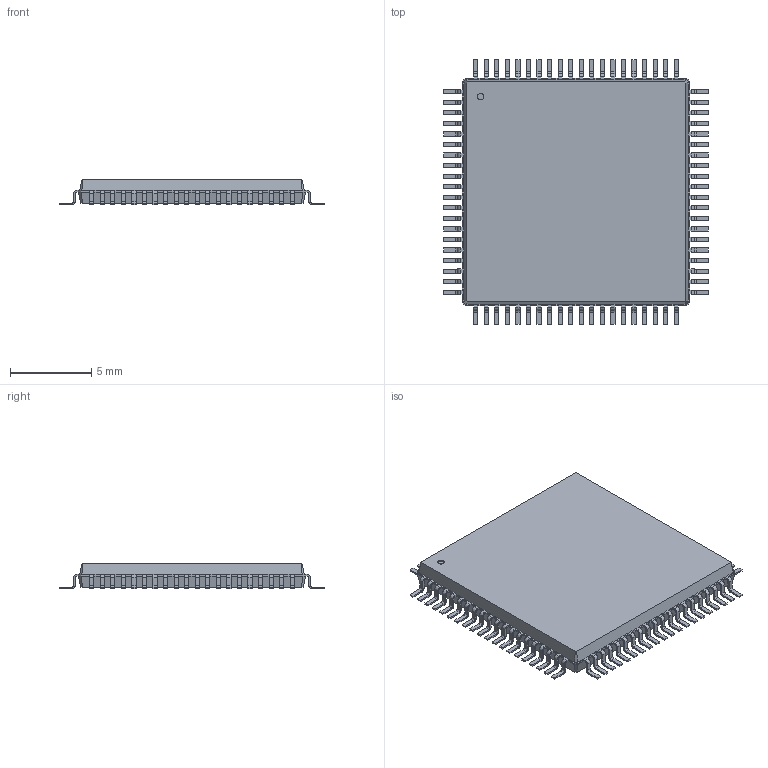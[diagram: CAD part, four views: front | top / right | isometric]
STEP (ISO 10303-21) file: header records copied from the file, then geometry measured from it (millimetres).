
FILE_DESCRIPTION(/* description */ ('model of VQFP-80_14x14mm_P0.65mm'),/* implementation_level */ '2;1');
FILE_NAME(/* name */ 'VQFP-80_14x14mm_P0.65mm.step',/* time_stamp */ '2018-11-04T16:01:40',/* author */ ('kicad StepUp','ksu'),/* organization */ ('FreeCAD'),/* preprocessor_version */ 'OCC',/* originating_system */ 'kicad StepUp',/* authorisation */ '');
FILE_SCHEMA(('AUTOMOTIVE_DESIGN { 1 0 10303 214 1 1 1 1 }'));
Length unit declared in the file: millimetre
Products named in the file (1): VQFP_80_14x14mm_P065mm
Bounding box: 16.32 x 16.32 x 1.6 mm (x, y, z)
Volume: 289.1 mm3; surface area: 565.2 mm2
Topology: 1 solids, 1 shells, 1236 faces, 3355 edges, 2122 vertices
Faces by surface type: plane 811, cylinder 321, bspline 104
Full cylindrical faces by diameter (mm): 0.4 x1
Entity records: 24607 total; most frequent: ORIENTED_EDGE 5734, EDGE_CURVE 3355, CARTESIAN_POINT 2925, VERTEX_POINT 2122, LINE 2121, AXIS2_PLACEMENT_3D 1554, FACE_BOUND 1237, EDGE_LOOP 1237
